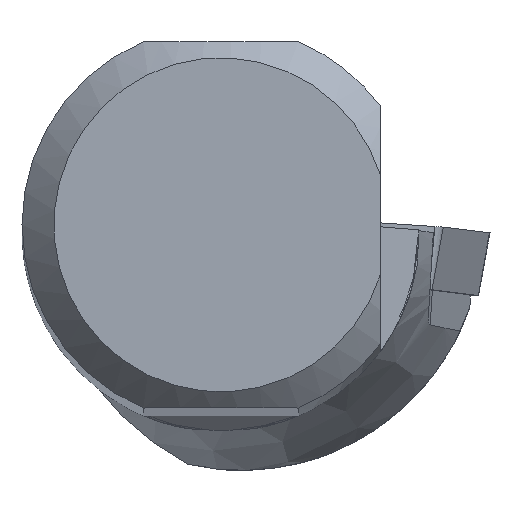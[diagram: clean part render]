
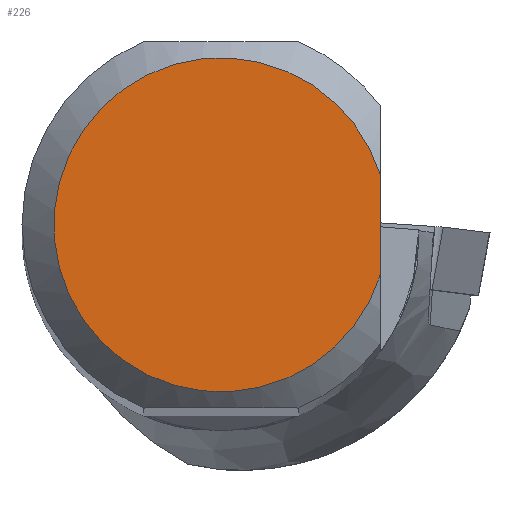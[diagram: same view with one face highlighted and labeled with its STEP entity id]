
A CAD part, top view. The second image highlights one B-rep face of the part: STEP entity #226.
In plain terms, the highlighted planar face has unit normal (0, 0, 1).
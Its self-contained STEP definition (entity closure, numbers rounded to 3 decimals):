
#168=FACE_OUTER_BOUND('',#475,.T.);
#226=ADVANCED_FACE('CU_SU_BP3',(#168),#270,.T.);
#270=PLANE('',#1284);
#331=LINE('',#2083,#397);
#397=VECTOR('',#1544,1.);
#475=EDGE_LOOP('',(#668,#669));
#668=ORIENTED_EDGE('',*,*,#1030,.T.);
#669=ORIENTED_EDGE('',*,*,#1031,.F.);
#905=VERTEX_POINT('',#2084);
#906=VERTEX_POINT('',#2085);
#1030=EDGE_CURVE('',#905,#906,#331,.T.);
#1031=EDGE_CURVE('',#905,#906,#1106,.T.);
#1106=CIRCLE('',#1283,10.491);
#1283=AXIS2_PLACEMENT_3D('',#2086,#1545,#1546);
#1284=AXIS2_PLACEMENT_3D('',#2087,#1547,#1548);
#1544=DIRECTION('',(0.,1.,0.));
#1545=DIRECTION('',(0.,0.,-1.));
#1546=DIRECTION('',(-1.,0.,0.));
#1547=DIRECTION('',(0.,0.,1.));
#1548=DIRECTION('',(-1.,0.,0.));
#2083=CARTESIAN_POINT('',(10.009,0.,0.));
#2084=CARTESIAN_POINT('',(10.009,-3.145,0.));
#2085=CARTESIAN_POINT('',(10.009,3.145,0.));
#2086=CARTESIAN_POINT('',(0.,0.,0.));
#2087=CARTESIAN_POINT('',(0.,0.,
0.));
